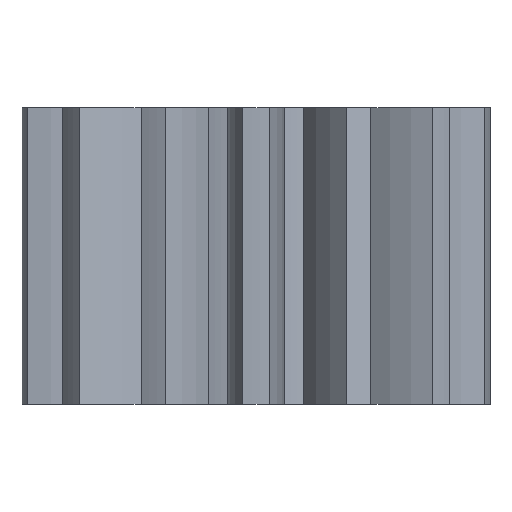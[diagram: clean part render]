
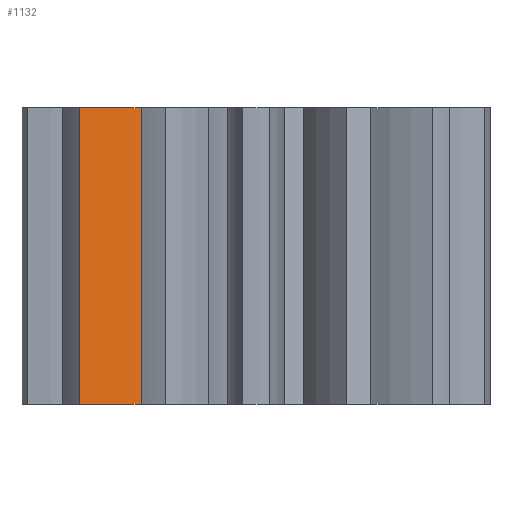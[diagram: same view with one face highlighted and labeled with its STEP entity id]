
A CAD part, front view. The second image highlights one B-rep face of the part: STEP entity #1132.
In plain terms, the highlighted cylindrical face has radius 8.627 mm (diameter 17.254 mm), a partial arc.
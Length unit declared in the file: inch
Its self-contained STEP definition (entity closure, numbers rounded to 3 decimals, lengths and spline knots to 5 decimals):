
#32=CYLINDRICAL_SURFACE('',#1274,0.33964);
#92=CIRCLE('',#1203,0.33964);
#148=CIRCLE('',#1275,0.33964);
#209=FACE_OUTER_BOUND('',#272,.T.);
#272=EDGE_LOOP('',(#880,#881,#882,#883));
#342=LINE('',#1975,#408);
#345=LINE('',#1985,#411);
#408=VECTOR('',#1563,39.37008);
#411=VECTOR('',#1574,39.37008);
#472=VERTEX_POINT('',#1833);
#473=VERTEX_POINT('',#1835);
#528=VERTEX_POINT('',#1974);
#531=VERTEX_POINT('',#1984);
#594=EDGE_CURVE('',#472,#473,#92,.T.);
#664=EDGE_CURVE('',#528,#473,#342,.T.);
#669=EDGE_CURVE('',#531,#472,#345,.T.);
#670=EDGE_CURVE('',#528,#531,#148,.T.);
#880=ORIENTED_EDGE('',*,*,#594,.F.);
#881=ORIENTED_EDGE('',*,*,#669,.F.);
#882=ORIENTED_EDGE('',*,*,#670,.F.);
#883=ORIENTED_EDGE('',*,*,#664,.T.);
#1132=ADVANCED_FACE('',(#209),#32,.T.);
#1203=AXIS2_PLACEMENT_3D('',#1836,#1411,#1412);
#1274=AXIS2_PLACEMENT_3D('',#1983,#1572,#1573);
#1275=AXIS2_PLACEMENT_3D('',#1986,#1575,#1576);
#1411=DIRECTION('center_axis',(0.,0.,1.));
#1412=DIRECTION('ref_axis',(0.59,-0.808,0.));
#1563=DIRECTION('',(0.,0.,1.));
#1572=DIRECTION('center_axis',(0.,0.,1.));
#1573=DIRECTION('ref_axis',(0.59,-0.808,0.));
#1574=DIRECTION('',(0.,0.,1.));
#1575=DIRECTION('center_axis',(0.,0.,-1.));
#1576=DIRECTION('ref_axis',(0.59,-0.808,0.));
#1833=CARTESIAN_POINT('',(-0.29826,-0.26654,0.5));
#1835=CARTESIAN_POINT('',(-0.19157,-0.21437,0.5));
#1836=CARTESIAN_POINT('Origin',(-0.39182,0.05996,0.5));
#1974=CARTESIAN_POINT('',(-0.19157,-0.21437,0.));
#1975=CARTESIAN_POINT('',(-0.19157,-0.21437,0.));
#1983=CARTESIAN_POINT('Origin',(-0.39182,0.05996,0.));
#1984=CARTESIAN_POINT('',(-0.29826,-0.26654,0.));
#1985=CARTESIAN_POINT('',(-0.29826,-0.26654,0.));
#1986=CARTESIAN_POINT('Origin',(-0.39182,0.05996,0.));
